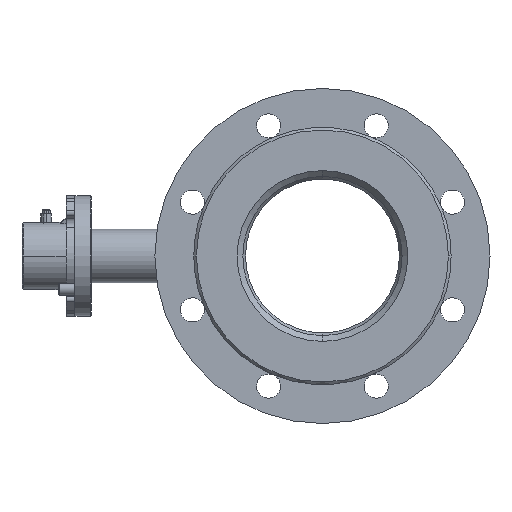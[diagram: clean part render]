
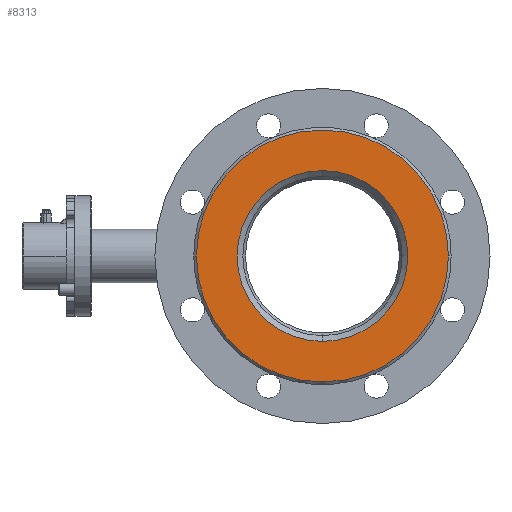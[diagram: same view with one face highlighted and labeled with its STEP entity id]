
A CAD part, left-side view. The second image highlights one B-rep face of the part: STEP entity #8313.
In plain terms, the highlighted planar face has unit normal (-1, 0, 0).
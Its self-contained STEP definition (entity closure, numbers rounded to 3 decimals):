
#147 = CIRCLE ( 'NONE', #11317, 94. ) ;
#1078 = PLANE ( 'NONE',  #12555 ) ;
#1189 = AXIS2_PLACEMENT_3D ( 'NONE', #9008, #7819, #9088 ) ;
#1260 = DIRECTION ( 'NONE',  ( -1., 0., 0. ) ) ;
#1502 = CARTESIAN_POINT ( 'NONE',  ( -162.5, 0., 0. ) ) ;
#1710 = CIRCLE ( 'NONE', #1189, 63.7 ) ;
#2222 = EDGE_CURVE ( 'NONE', #10644, #2344, #11360, .T. ) ;
#2344 = VERTEX_POINT ( 'NONE', #4269 ) ;
#3549 = DIRECTION ( 'NONE',  ( 0., 1., 0. ) ) ;
#4269 = CARTESIAN_POINT ( 'NONE',  ( -162.5, -63.7, 0. ) ) ;
#4894 = DIRECTION ( 'NONE',  ( 1., 0., 0. ) ) ;
#5402 = CARTESIAN_POINT ( 'NONE',  ( -162.5, 0., 0. ) ) ;
#5698 = EDGE_CURVE ( 'NONE', #9249, #8565, #147, .T. ) ;
#6060 = EDGE_CURVE ( 'NONE', #8565, #9249, #14849, .T. ) ;
#6172 = CARTESIAN_POINT ( 'NONE',  ( -162.5, 63.7, 0. ) ) ;
#7071 = CARTESIAN_POINT ( 'NONE',  ( -162.5, -94., 0. ) ) ;
#7819 = DIRECTION ( 'NONE',  ( -1., 0., 0. ) ) ;
#8014 = AXIS2_PLACEMENT_3D ( 'NONE', #5402, #8092, #15077 ) ;
#8092 = DIRECTION ( 'NONE',  ( -1., 0., 0. ) ) ;
#8245 = FACE_OUTER_BOUND ( 'NONE', #8491, .T. ) ;
#8253 = ORIENTED_EDGE ( 'NONE', *, *, #5698, .T. ) ;
#8313 = ADVANCED_FACE ( 'NONE', ( #11965, #8245 ), #1078, .F. ) ;
#8376 = CARTESIAN_POINT ( 'NONE',  ( -162.5, 63.7, 0. ) ) ;
#8491 = EDGE_LOOP ( 'NONE', ( #10801, #8253 ) ) ;
#8565 = VERTEX_POINT ( 'NONE', #10531 ) ;
#9008 = CARTESIAN_POINT ( 'NONE',  ( -162.5, 0., 0. ) ) ;
#9088 = DIRECTION ( 'NONE',  ( 0., -1., 0. ) ) ;
#9249 = VERTEX_POINT ( 'NONE', #7071 ) ;
#9764 = DIRECTION ( 'NONE',  ( 0., -1., 0. ) ) ;
#9838 = EDGE_CURVE ( 'NONE', #2344, #10644, #1710, .T. ) ;
#10531 = CARTESIAN_POINT ( 'NONE',  ( -162.5, 94., 0. ) ) ;
#10644 = VERTEX_POINT ( 'NONE', #8376 ) ;
#10801 = ORIENTED_EDGE ( 'NONE', *, *, #6060, .T. ) ;
#11058 = DIRECTION ( 'NONE',  ( -1., 0., 0. ) ) ;
#11317 = AXIS2_PLACEMENT_3D ( 'NONE', #13665, #11058, #12404 ) ;
#11360 = CIRCLE ( 'NONE', #12364, 63.7 ) ;
#11965 = FACE_BOUND ( 'NONE', #14010, .T. ) ;
#12364 = AXIS2_PLACEMENT_3D ( 'NONE', #1502, #1260, #9764 ) ;
#12404 = DIRECTION ( 'NONE',  ( 0., -1., 0. ) ) ;
#12555 = AXIS2_PLACEMENT_3D ( 'NONE', #6172, #4894, #3549 ) ;
#13483 = ORIENTED_EDGE ( 'NONE', *, *, #9838, .F. ) ;
#13665 = CARTESIAN_POINT ( 'NONE',  ( -162.5, 0., 0. ) ) ;
#14010 = EDGE_LOOP ( 'NONE', ( #13483, #14373 ) ) ;
#14373 = ORIENTED_EDGE ( 'NONE', *, *, #2222, .F. ) ;
#14849 = CIRCLE ( 'NONE', #8014, 94. ) ;
#15077 = DIRECTION ( 'NONE',  ( 0., -1., 0. ) ) ;
